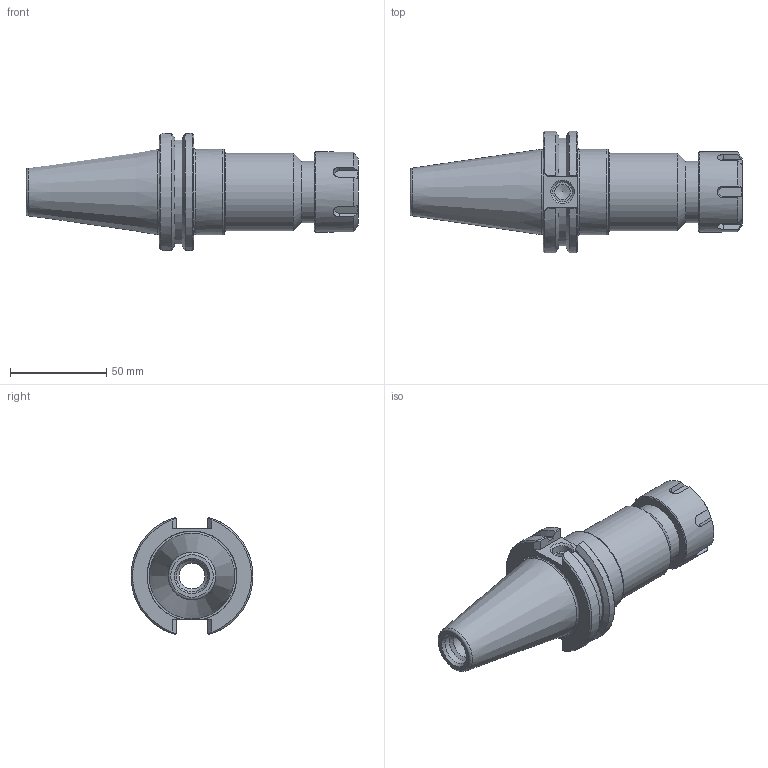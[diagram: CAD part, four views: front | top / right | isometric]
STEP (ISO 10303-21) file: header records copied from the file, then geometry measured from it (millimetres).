
FILE_DESCRIPTION(/* description */ ('SIMUL-FIT ER COLLET CHUCK'),/* implementation_level */ '2;1');
FILE_NAME(/* name */ 'C40F-25ERP412.stp',/* time_stamp */ '2016-03-29T10:25:55-04:00',/* author */ ('timstr'),/* organization */ (''),/* preprocessor_version */ 'ST-DEVELOPER v16.1',/* originating_system */ 'Autodesk Inventor 2016',/* authorisation */ '');
FILE_SCHEMA (('AUTOMOTIVE_DESIGN { 1 0 10303 214 3 1 1 }'));
Length unit declared in the file: inch
Products named in the file (3): C40F-25ER4-1; 25ERPN; C40F-25ERP412
Assembly tree (2 placements, depth 2):
  C40F-25ERP412
    C40F-25ER4-1
    25ERPN
Bounding box: 172.91 x 63.28 x 61.11 mm (x, y, z)
Volume: 184616.1 mm3; surface area: 39782.6 mm2
Topology: 2 solids, 2 shells, 125 faces, 316 edges, 201 vertices
Faces by surface type: plane 56, cone 34, cylinder 21, torus 10, bspline 4
Full cylindrical faces by diameter (mm): 8 x1, 10.135 x1, 13.386 x1, 15.748 x1, 16.459 x1, 18.034 x1, 20.599 x1, 24.13 x1, 26.086 x1, 30.912 x1, 32 x1, 32.512 x1, 40.513 x1, 41.732 x1, 44.45 x1
Entity records: 4405 total; most frequent: CARTESIAN_POINT 1583, ORIENTED_EDGE 530, DIRECTION 528, EDGE_CURVE 265, AXIS2_PLACEMENT_3D 213, VERTEX_POINT 194, EDGE_LOOP 179, FACE_OUTER_BOUND 125
